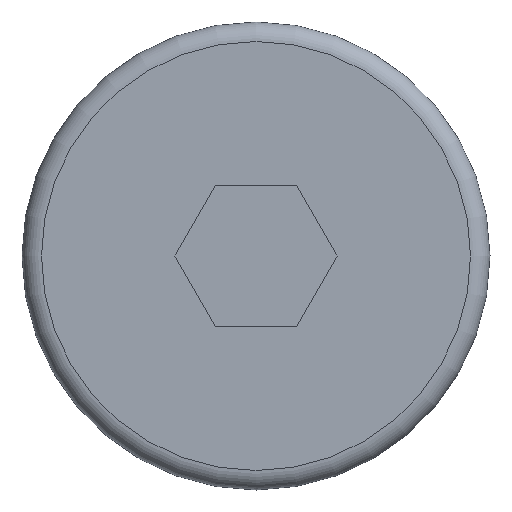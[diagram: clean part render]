
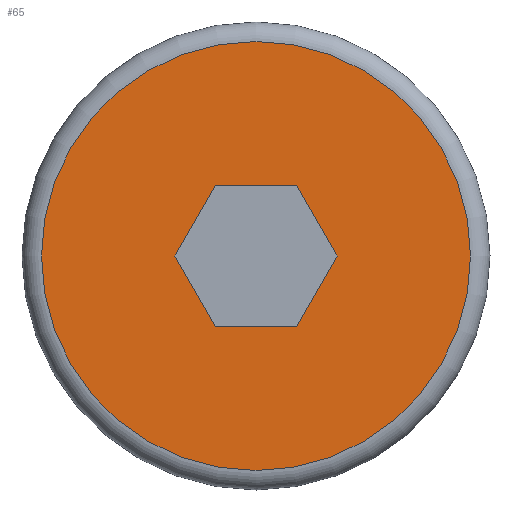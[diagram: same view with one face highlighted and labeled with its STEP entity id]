
A CAD part, left-side view. The second image highlights one B-rep face of the part: STEP entity #65.
In plain terms, the highlighted planar face has unit normal (-1, 0, 0).
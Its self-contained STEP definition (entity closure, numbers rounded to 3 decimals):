
#65 = ADVANCED_FACE( '', ( #142, #143 ), #144, .F. );
#142 = FACE_OUTER_BOUND( '', #225, .T. );
#143 = FACE_BOUND( '', #226, .T. );
#144 = PLANE( '', #227 );
#225 = EDGE_LOOP( '', ( #328 ) );
#226 = EDGE_LOOP( '', ( #329, #330, #331, #332, #333, #334 ) );
#227 = AXIS2_PLACEMENT_3D( '', #335, #336, #337 );
#328 = ORIENTED_EDGE( '', *, *, #410, .F. );
#329 = ORIENTED_EDGE( '', *, *, #431, .F. );
#330 = ORIENTED_EDGE( '', *, *, #440, .F. );
#331 = ORIENTED_EDGE( '', *, *, #441, .F. );
#332 = ORIENTED_EDGE( '', *, *, #442, .F. );
#333 = ORIENTED_EDGE( '', *, *, #419, .F. );
#334 = ORIENTED_EDGE( '', *, *, #443, .F. );
#335 = CARTESIAN_POINT( '', ( 0., 0., 0. ) );
#336 = DIRECTION( '', ( 1., 0., 0. ) );
#337 = DIRECTION( '', ( 0., 0., -1. ) );
#410 = EDGE_CURVE( '', #462, #462, #463, .T. );
#419 = EDGE_CURVE( '', #477, #478, #479, .T. );
#431 = EDGE_CURVE( '', #497, #498, #499, .T. );
#440 = EDGE_CURVE( '', #512, #497, #513, .T. );
#441 = EDGE_CURVE( '', #514, #512, #515, .T. );
#442 = EDGE_CURVE( '', #478, #514, #516, .T. );
#443 = EDGE_CURVE( '', #498, #477, #517, .T. );
#462 = VERTEX_POINT( '', #539 );
#463 = CIRCLE( '', #540, 9.167 );
#477 = VERTEX_POINT( '', #554 );
#478 = VERTEX_POINT( '', #555 );
#479 = LINE( '', #556, #557 );
#497 = VERTEX_POINT( '', #578 );
#498 = VERTEX_POINT( '', #579 );
#499 = LINE( '', #580, #581 );
#512 = VERTEX_POINT( '', #597 );
#513 = LINE( '', #598, #599 );
#514 = VERTEX_POINT( '', #600 );
#515 = LINE( '', #601, #602 );
#516 = LINE( '', #603, #604 );
#517 = LINE( '', #605, #606 );
#539 = CARTESIAN_POINT( '', ( 0., 0., -9.167 ) );
#540 = AXIS2_PLACEMENT_3D( '', #633, #634, #635 );
#554 = CARTESIAN_POINT( '', ( 0., 3.464, 0. ) );
#555 = CARTESIAN_POINT( '', ( 0., 1.732, -3. ) );
#556 = CARTESIAN_POINT( '', ( 0., 2.598, -1.5 ) );
#557 = VECTOR( '', #651, 1000. );
#578 = CARTESIAN_POINT( '', ( 0., -1.732, 3. ) );
#579 = CARTESIAN_POINT( '', ( 0., 1.732, 3. ) );
#580 = CARTESIAN_POINT( '', ( 0., 0., 3. ) );
#581 = VECTOR( '', #667, 1000. );
#597 = CARTESIAN_POINT( '', ( 0., -3.464, 0. ) );
#598 = CARTESIAN_POINT( '', ( 0., -2.598, 1.5 ) );
#599 = VECTOR( '', #677, 1000. );
#600 = CARTESIAN_POINT( '', ( 0., -1.732, -3. ) );
#601 = CARTESIAN_POINT( '', ( 0., -2.598, -1.5 ) );
#602 = VECTOR( '', #678, 1000. );
#603 = CARTESIAN_POINT( '', ( 0., 0., -3. ) );
#604 = VECTOR( '', #679, 1000. );
#605 = CARTESIAN_POINT( '', ( 0., 2.598, 1.5 ) );
#606 = VECTOR( '', #680, 1000. );
#633 = CARTESIAN_POINT( '', ( 0., 0., 0. ) );
#634 = DIRECTION( '', ( 1., 0., 0. ) );
#635 = DIRECTION( '', ( 0., 0., -1. ) );
#651 = DIRECTION( '', ( 0., -0.5, -0.866 ) );
#667 = DIRECTION( '', ( 0., 1., 0. ) );
#677 = DIRECTION( '', ( 0., 0.5, 0.866 ) );
#678 = DIRECTION( '', ( 0., -0.5, 0.866 ) );
#679 = DIRECTION( '', ( 0., -1., 0. ) );
#680 = DIRECTION( '', ( 0., 0.5, -0.866 ) );
